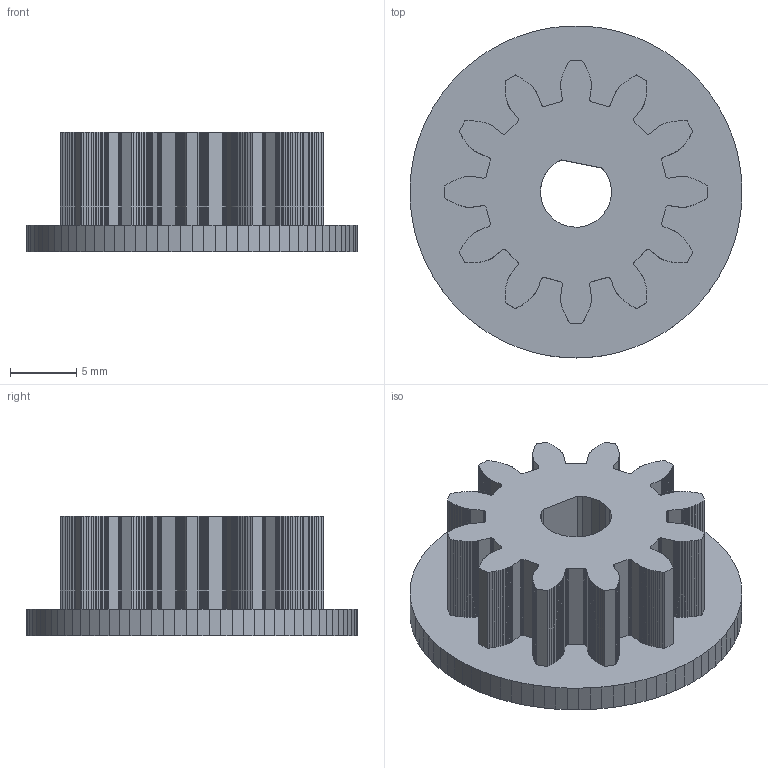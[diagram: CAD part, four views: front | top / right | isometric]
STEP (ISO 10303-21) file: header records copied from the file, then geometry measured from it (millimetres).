
FILE_DESCRIPTION(('FreeCAD Model'),'2;1');
FILE_NAME('Open CASCADE Shape Model','2025-06-15T10:11:01',(''),(''), 'Open CASCADE STEP processor 7.8','FreeCAD','Unknown');
FILE_SCHEMA(('AUTOMOTIVE_DESIGN { 1 0 10303 214 1 1 1 1 }'));
Products named in the file (1): Gear___Small_v004 (Solid)001
Bounding box: 24.98 x 25 x 9 mm (x, y, z)
Volume: 2327.8 mm3; surface area: 1988.2 mm2
Topology: 1 solids, 1 shells, 789 faces, 2358 edges, 1572 vertices
Faces by surface type: plane 789
Entity records: 56652 total; most frequent: CARTESIAN_POINT 9436, DIRECTION 8654, LINE 7074, VECTOR 7074, ORIENTED_EDGE 4716, PCURVE 4716, DEFINITIONAL_REPRESENTATION 4716, EDGE_CURVE 2358
